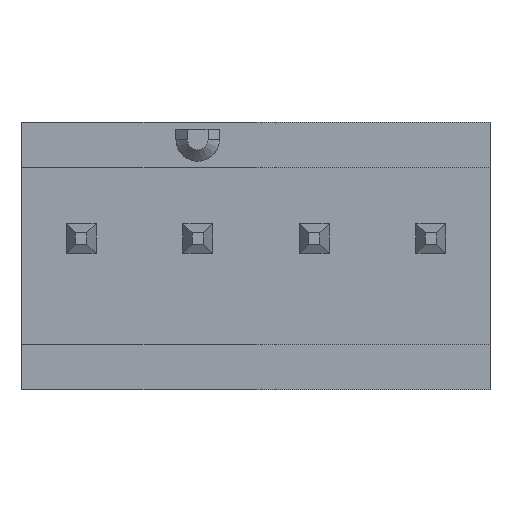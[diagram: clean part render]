
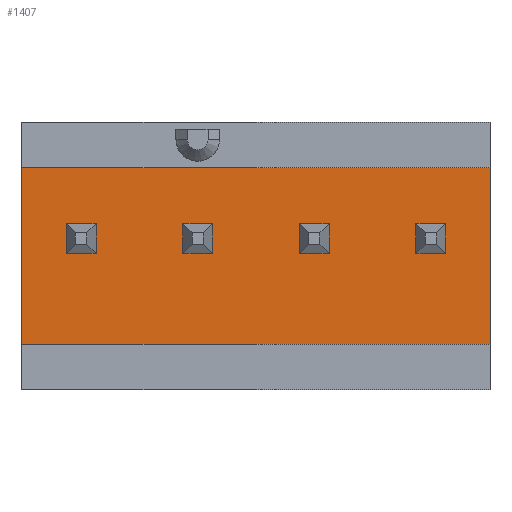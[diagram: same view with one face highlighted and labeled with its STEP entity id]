
A CAD part, front view. The second image highlights one B-rep face of the part: STEP entity #1407.
In plain terms, the highlighted planar face has unit normal (0, -1, 0).
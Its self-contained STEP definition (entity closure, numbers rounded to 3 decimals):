
#34=DIRECTION('',(0.,0.,-1.));
#35=VECTOR('',#34,3.84);
#36=CARTESIAN_POINT('',(-5.1,-2.1,1.54));
#37=LINE('',#36,#35);
#82=DIRECTION('',(1.,0.,0.));
#83=VECTOR('',#82,10.2);
#84=CARTESIAN_POINT('',(-5.1,-2.1,-2.3));
#85=LINE('',#84,#83);
#86=DIRECTION('',(1.,0.,0.));
#87=VECTOR('',#86,10.2);
#88=CARTESIAN_POINT('',(-5.1,-2.1,1.54));
#89=LINE('',#88,#87);
#90=DIRECTION('',(1.,0.,0.));
#91=VECTOR('',#90,0.65);
#92=CARTESIAN_POINT('',(3.485,-2.1,-0.325));
#93=LINE('',#92,#91);
#94=DIRECTION('',(0.,0.,1.));
#95=VECTOR('',#94,0.65);
#96=CARTESIAN_POINT('',(4.135,-2.1,-0.325));
#97=LINE('',#96,#95);
#98=DIRECTION('',(1.,0.,0.));
#99=VECTOR('',#98,0.65);
#100=CARTESIAN_POINT('',(3.485,-2.1,0.325));
#101=LINE('',#100,#99);
#102=DIRECTION('',(0.,0.,1.));
#103=VECTOR('',#102,0.65);
#104=CARTESIAN_POINT('',(3.485,-2.1,-0.325));
#105=LINE('',#104,#103);
#106=DIRECTION('',(1.,0.,0.));
#107=VECTOR('',#106,0.65);
#108=CARTESIAN_POINT('',(0.945,-2.1,-0.325));
#109=LINE('',#108,#107);
#110=DIRECTION('',(0.,0.,1.));
#111=VECTOR('',#110,0.65);
#112=CARTESIAN_POINT('',(1.595,-2.1,-0.325));
#113=LINE('',#112,#111);
#114=DIRECTION('',(1.,0.,0.));
#115=VECTOR('',#114,0.65);
#116=CARTESIAN_POINT('',(0.945,-2.1,0.325));
#117=LINE('',#116,#115);
#118=DIRECTION('',(0.,0.,1.));
#119=VECTOR('',#118,0.65);
#120=CARTESIAN_POINT('',(0.945,-2.1,-0.325));
#121=LINE('',#120,#119);
#122=DIRECTION('',(1.,0.,0.));
#123=VECTOR('',#122,0.65);
#124=CARTESIAN_POINT('',(-1.595,-2.1,-0.325));
#125=LINE('',#124,#123);
#126=DIRECTION('',(0.,0.,1.));
#127=VECTOR('',#126,0.65);
#128=CARTESIAN_POINT('',(-0.945,-2.1,-0.325));
#129=LINE('',#128,#127);
#130=DIRECTION('',(1.,0.,0.));
#131=VECTOR('',#130,0.65);
#132=CARTESIAN_POINT('',(-1.595,-2.1,0.325));
#133=LINE('',#132,#131);
#134=DIRECTION('',(0.,0.,1.));
#135=VECTOR('',#134,0.65);
#136=CARTESIAN_POINT('',(-1.595,-2.1,-0.325));
#137=LINE('',#136,#135);
#138=DIRECTION('',(1.,0.,0.));
#139=VECTOR('',#138,0.65);
#140=CARTESIAN_POINT('',(-4.135,-2.1,-0.325));
#141=LINE('',#140,#139);
#142=DIRECTION('',(0.,0.,1.));
#143=VECTOR('',#142,0.65);
#144=CARTESIAN_POINT('',(-3.485,-2.1,-0.325));
#145=LINE('',#144,#143);
#146=DIRECTION('',(1.,0.,0.));
#147=VECTOR('',#146,0.65);
#148=CARTESIAN_POINT('',(-4.135,-2.1,0.325));
#149=LINE('',#148,#147);
#150=DIRECTION('',(0.,0.,1.));
#151=VECTOR('',#150,0.65);
#152=CARTESIAN_POINT('',(-4.135,-2.1,-0.325));
#153=LINE('',#152,#151);
#343=DIRECTION('',(0.,0.,-1.));
#344=VECTOR('',#343,3.84);
#345=CARTESIAN_POINT('',(5.1,-2.1,1.54));
#346=LINE('',#345,#344);
#956=CARTESIAN_POINT('',(-5.1,-2.1,1.54));
#957=VERTEX_POINT('',#956);
#958=CARTESIAN_POINT('',(-5.1,-2.1,-2.3));
#959=VERTEX_POINT('',#958);
#976=CARTESIAN_POINT('',(5.1,-2.1,1.54));
#977=VERTEX_POINT('',#976);
#978=CARTESIAN_POINT('',(5.1,-2.1,-2.3));
#979=VERTEX_POINT('',#978);
#1050=CARTESIAN_POINT('',(3.485,-2.1,-0.325));
#1051=CARTESIAN_POINT('',(4.135,-2.1,-0.325));
#1052=VERTEX_POINT('',#1050);
#1053=VERTEX_POINT('',#1051);
#1054=CARTESIAN_POINT('',(3.485,-2.1,0.325));
#1055=CARTESIAN_POINT('',(4.135,-2.1,0.325));
#1056=VERTEX_POINT('',#1054);
#1057=VERTEX_POINT('',#1055);
#1098=CARTESIAN_POINT('',(0.945,-2.1,-0.325));
#1099=CARTESIAN_POINT('',(1.595,-2.1,-0.325));
#1100=VERTEX_POINT('',#1098);
#1101=VERTEX_POINT('',#1099);
#1102=CARTESIAN_POINT('',(0.945,-2.1,0.325));
#1103=CARTESIAN_POINT('',(1.595,-2.1,0.325));
#1104=VERTEX_POINT('',#1102);
#1105=VERTEX_POINT('',#1103);
#1114=CARTESIAN_POINT('',(-1.595,-2.1,-0.325));
#1115=CARTESIAN_POINT('',(-0.945,-2.1,-0.325));
#1116=VERTEX_POINT('',#1114);
#1117=VERTEX_POINT('',#1115);
#1118=CARTESIAN_POINT('',(-1.595,-2.1,0.325));
#1119=CARTESIAN_POINT('',(-0.945,-2.1,0.325));
#1120=VERTEX_POINT('',#1118);
#1121=VERTEX_POINT('',#1119);
#1130=CARTESIAN_POINT('',(-4.135,-2.1,-0.325));
#1131=CARTESIAN_POINT('',(-3.485,-2.1,-0.325));
#1132=VERTEX_POINT('',#1130);
#1133=VERTEX_POINT('',#1131);
#1134=CARTESIAN_POINT('',(-4.135,-2.1,0.325));
#1135=CARTESIAN_POINT('',(-3.485,-2.1,0.325));
#1136=VERTEX_POINT('',#1134);
#1137=VERTEX_POINT('',#1135);
#1354=CARTESIAN_POINT('',(-5.1,-2.1,1.54));
#1355=DIRECTION('',(0.,-1.,0.));
#1356=DIRECTION('',(0.,0.,-1.));
#1357=AXIS2_PLACEMENT_3D('',#1354,#1355,#1356);
#1358=PLANE('',#1357);
#1359=ORIENTED_EDGE('',*,*,#1263,.F.);
#1361=ORIENTED_EDGE('',*,*,#1360,.T.);
#1363=ORIENTED_EDGE('',*,*,#1362,.T.);
#1364=ORIENTED_EDGE('',*,*,#1346,.F.);
#1365=EDGE_LOOP('',(#1359,#1361,#1363,#1364));
#1366=FACE_OUTER_BOUND('',#1365,.F.);
#1368=ORIENTED_EDGE('',*,*,#1367,.T.);
#1370=ORIENTED_EDGE('',*,*,#1369,.T.);
#1372=ORIENTED_EDGE('',*,*,#1371,.F.);
#1374=ORIENTED_EDGE('',*,*,#1373,.F.);
#1375=EDGE_LOOP('',(#1368,#1370,#1372,#1374));
#1376=FACE_BOUND('',#1375,.F.);
#1378=ORIENTED_EDGE('',*,*,#1377,.T.);
#1380=ORIENTED_EDGE('',*,*,#1379,.T.);
#1382=ORIENTED_EDGE('',*,*,#1381,.F.);
#1384=ORIENTED_EDGE('',*,*,#1383,.F.);
#1385=EDGE_LOOP('',(#1378,#1380,#1382,#1384));
#1386=FACE_BOUND('',#1385,.F.);
#1388=ORIENTED_EDGE('',*,*,#1387,.T.);
#1390=ORIENTED_EDGE('',*,*,#1389,.T.);
#1392=ORIENTED_EDGE('',*,*,#1391,.F.);
#1394=ORIENTED_EDGE('',*,*,#1393,.F.);
#1395=EDGE_LOOP('',(#1388,#1390,#1392,#1394));
#1396=FACE_BOUND('',#1395,.F.);
#1398=ORIENTED_EDGE('',*,*,#1397,.T.);
#1400=ORIENTED_EDGE('',*,*,#1399,.T.);
#1402=ORIENTED_EDGE('',*,*,#1401,.F.);
#1404=ORIENTED_EDGE('',*,*,#1403,.F.);
#1405=EDGE_LOOP('',(#1398,#1400,#1402,#1404));
#1406=FACE_BOUND('',#1405,.F.);
#1407=ADVANCED_FACE('',(#1366,#1376,#1386,#1396,#1406),#1358,.T.);
#1263=EDGE_CURVE('',#957,#959,#37,.T.);
#1346=EDGE_CURVE('',#959,#979,#85,.T.);
#1360=EDGE_CURVE('',#957,#977,#89,.T.);
#1362=EDGE_CURVE('',#977,#979,#346,.T.);
#1367=EDGE_CURVE('',#1052,#1053,#93,.T.);
#1369=EDGE_CURVE('',#1053,#1057,#97,.T.);
#1371=EDGE_CURVE('',#1056,#1057,#101,.T.);
#1373=EDGE_CURVE('',#1052,#1056,#105,.T.);
#1377=EDGE_CURVE('',#1100,#1101,#109,.T.);
#1379=EDGE_CURVE('',#1101,#1105,#113,.T.);
#1381=EDGE_CURVE('',#1104,#1105,#117,.T.);
#1383=EDGE_CURVE('',#1100,#1104,#121,.T.);
#1387=EDGE_CURVE('',#1116,#1117,#125,.T.);
#1389=EDGE_CURVE('',#1117,#1121,#129,.T.);
#1391=EDGE_CURVE('',#1120,#1121,#133,.T.);
#1393=EDGE_CURVE('',#1116,#1120,#137,.T.);
#1397=EDGE_CURVE('',#1132,#1133,#141,.T.);
#1399=EDGE_CURVE('',#1133,#1137,#145,.T.);
#1401=EDGE_CURVE('',#1136,#1137,#149,.T.);
#1403=EDGE_CURVE('',#1132,#1136,#153,.T.);
